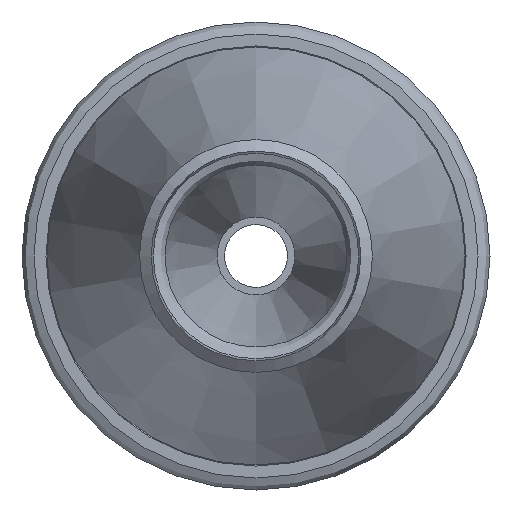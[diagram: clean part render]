
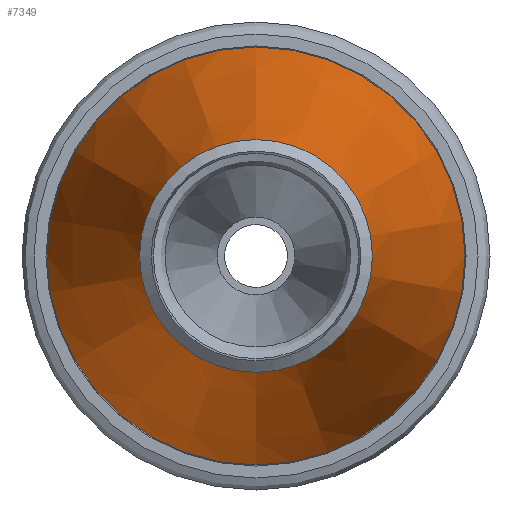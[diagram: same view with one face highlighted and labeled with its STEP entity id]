
A CAD part, front view. The second image highlights one B-rep face of the part: STEP entity #7349.
In plain terms, the highlighted conical face has half-angle 14.931 degrees and reference radius 3.5 mm.
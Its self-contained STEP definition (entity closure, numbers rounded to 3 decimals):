
#539 = EDGE_LOOP ( 'NONE', ( #2180 ) ) ;
#697 = ORIENTED_EDGE ( 'NONE', *, *, #5904, .T. ) ;
#1006 = VERTEX_POINT ( 'NONE', #8283 ) ;
#1189 = AXIS2_PLACEMENT_3D ( 'NONE', #3480, #2870, #2743 ) ;
#1409 = CONICAL_SURFACE ( 'NONE', #1189, 3.5, 0.261 ) ;
#1473 = EDGE_LOOP ( 'NONE', ( #697 ) ) ;
#2115 = CARTESIAN_POINT ( 'NONE',  ( 1.291, -181.846, 0. ) ) ;
#2180 = ORIENTED_EDGE ( 'NONE', *, *, #9114, .T. ) ;
#2743 = DIRECTION ( 'NONE',  ( 0., 0., 1. ) ) ;
#2870 = DIRECTION ( 'NONE',  ( 0., 1., 0. ) ) ;
#3388 = DIRECTION ( 'NONE',  ( 0., 1., 0. ) ) ;
#3480 = CARTESIAN_POINT ( 'NONE',  ( 1.291, -175.994, 0. ) ) ;
#3617 = AXIS2_PLACEMENT_3D ( 'NONE', #2115, #3388, #9605 ) ;
#3780 = DIRECTION ( 'NONE',  ( 0., 0., -1. ) ) ;
#5538 = FACE_OUTER_BOUND ( 'NONE', #1473, .T. ) ;
#5904 = EDGE_CURVE ( 'NONE', #1006, #1006, #7745, .T. ) ;
#5987 = VERTEX_POINT ( 'NONE', #6197 ) ;
#6043 = DIRECTION ( 'NONE',  ( 0., -1., 0. ) ) ;
#6197 = CARTESIAN_POINT ( 'NONE',  ( 1.291, -181.846, -1.94 ) ) ;
#7349 = ADVANCED_FACE ( 'NONE', ( #5538, #9750 ), #1409, .T. ) ;
#7745 = CIRCLE ( 'NONE', #13029, 3.483 ) ;
#8283 = CARTESIAN_POINT ( 'NONE',  ( 1.291, -176.058, -3.483 ) ) ;
#9114 = EDGE_CURVE ( 'NONE', #5987, #5987, #9138, .T. ) ;
#9138 = CIRCLE ( 'NONE', #3617, 1.94 ) ;
#9605 = DIRECTION ( 'NONE',  ( 0., 0., -1. ) ) ;
#9750 = FACE_BOUND ( 'NONE', #539, .T. ) ;
#13029 = AXIS2_PLACEMENT_3D ( 'NONE', #13224, #6043, #3780 ) ;
#13224 = CARTESIAN_POINT ( 'NONE',  ( 1.291, -176.058, 0. ) ) ;
